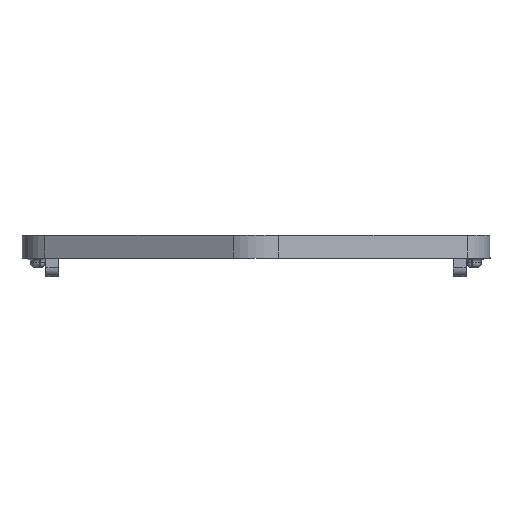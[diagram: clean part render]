
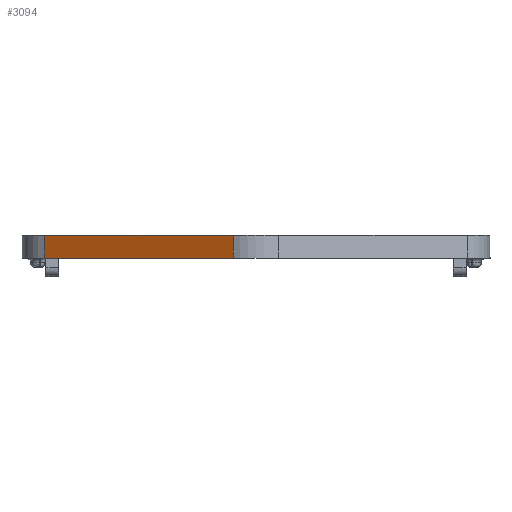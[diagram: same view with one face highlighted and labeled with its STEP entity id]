
A CAD part, left-side view. The second image highlights one B-rep face of the part: STEP entity #3094.
In plain terms, the highlighted planar face has unit normal (-0.866, 0.5, 0).
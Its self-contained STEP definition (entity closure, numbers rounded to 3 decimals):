
#127=PLANE('',#3449);
#294=FACE_OUTER_BOUND('',#464,.T.);
#464=EDGE_LOOP('',(#2825,#2826,#2827,#2828));
#477=LINE('',#4413,#743);
#518=LINE('',#4599,#784);
#734=LINE('',#5577,#1000);
#736=LINE('',#5580,#1002);
#743=VECTOR('',#3478,10.);
#784=VECTOR('',#3599,10.);
#1000=VECTOR('',#4371,10.);
#1002=VECTOR('',#4375,10.);
#1180=VERTEX_POINT('',#4410);
#1181=VERTEX_POINT('',#4412);
#1261=VERTEX_POINT('',#4596);
#1262=VERTEX_POINT('',#4598);
#1477=EDGE_CURVE('',#1180,#1181,#477,.T.);
#1560=EDGE_CURVE('',#1261,#1262,#518,.T.);
#1926=EDGE_CURVE('',#1262,#1180,#734,.T.);
#1928=EDGE_CURVE('',#1181,#1261,#736,.T.);
#2825=ORIENTED_EDGE('',*,*,#1926,.F.);
#2826=ORIENTED_EDGE('',*,*,#1560,.F.);
#2827=ORIENTED_EDGE('',*,*,#1928,.F.);
#2828=ORIENTED_EDGE('',*,*,#1477,.F.);
#3094=ADVANCED_FACE('',(#294),#127,.T.);
#3449=AXIS2_PLACEMENT_3D('',#5579,#4373,#4374);
#3478=DIRECTION('',(0.5,0.866,0.));
#3599=DIRECTION('',(-0.5,-0.866,0.));
#4371=DIRECTION('',(0.,0.,-1.));
#4373=DIRECTION('center_axis',(-0.866,0.5,0.));
#4374=DIRECTION('ref_axis',(-0.5,-0.866,0.));
#4375=DIRECTION('',(0.,0.,1.));
#4410=CARTESIAN_POINT('',(-50.229,45.,23.862));
#4412=CARTESIAN_POINT('',(-26.558,86.,23.862));
#4413=CARTESIAN_POINT('',(-31.754,77.,23.862));
#4596=CARTESIAN_POINT('',(-26.558,86.,28.862));
#4598=CARTESIAN_POINT('',(-50.229,45.,28.862));
#4599=CARTESIAN_POINT('',(-23.671,91.,28.862));
#5577=CARTESIAN_POINT('',(-50.229,45.,0.));
#5579=CARTESIAN_POINT('Origin',(-23.671,91.,0.));
#5580=CARTESIAN_POINT('',(-26.558,86.,0.));
